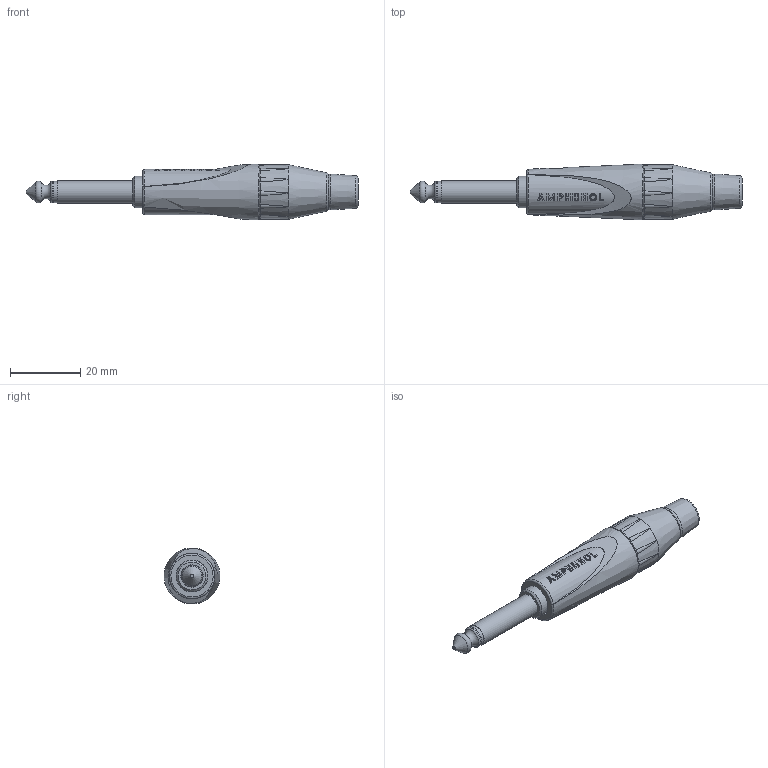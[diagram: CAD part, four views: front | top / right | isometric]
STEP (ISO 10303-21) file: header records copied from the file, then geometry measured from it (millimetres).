
FILE_DESCRIPTION(/* description */ (''),/* implementation_level */ '2;1');
FILE_NAME(/* name */ 'TM2P.stp',/* time_stamp */ '2018-03-02T14:10:34+11:00',/* author */ ('minh'),/* organization */ (''),/* preprocessor_version */ 'ST-DEVELOPER v16.1',/* originating_system */ 'Autodesk Inventor 2016',/* authorisation */ '');
FILE_SCHEMA (('AUTOMOTIVE_DESIGN { 1 0 10303 214 3 1 1 }'));
Length unit declared in the file: inch
Products named in the file (1): TM2P_Shrinkwrap_1
Bounding box: 94.79 x 15.93 x 15.93 mm (x, y, z)
Surface area: 3799.7 mm2 (no closed solid volume)
Topology: 0 solids, 34 shells, 108 faces, 554 edges, 478 vertices
Faces by surface type: cylinder 29, plane 25, torus 23, cone 19, bspline 12
Full cylindrical faces by diameter (mm): 4 x1, 6.05 x1, 6.15 x1, 6.35 x1, 7.9 x1, 9 x1
Entity records: 6938 total; most frequent: CARTESIAN_POINT 2623, DIRECTION 824, ORIENTED_EDGE 683, EDGE_CURVE 534, VERTEX_POINT 477, AXIS2_PLACEMENT_3D 294, LINE 236, VECTOR 236
